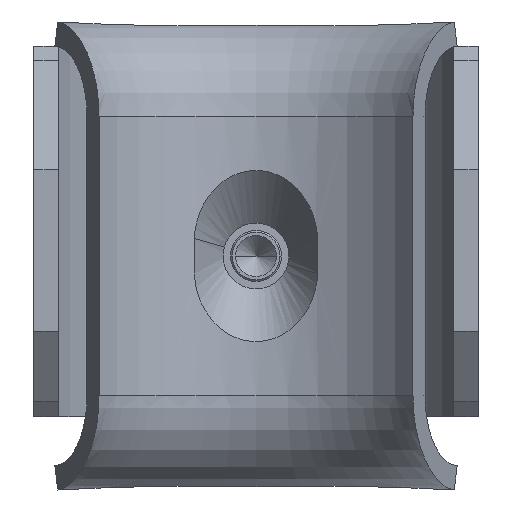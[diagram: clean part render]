
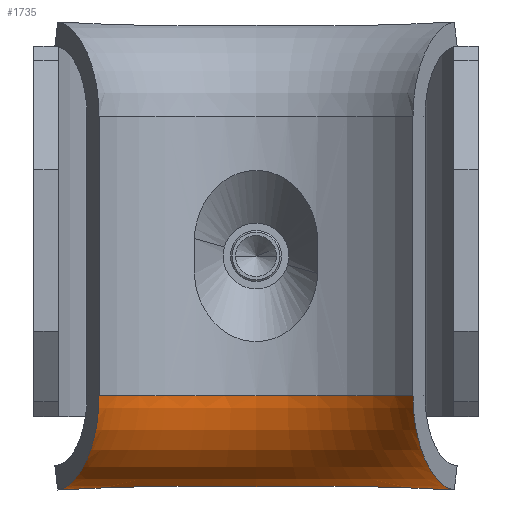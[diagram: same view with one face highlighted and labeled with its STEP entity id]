
A CAD part, front view. The second image highlights one B-rep face of the part: STEP entity #1735.
In plain terms, the highlighted toroidal (fillet/blend) face has major radius 16.75 mm and minor radius 5.75 mm.
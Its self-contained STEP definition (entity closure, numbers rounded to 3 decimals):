
#179 = DIRECTION ( 'NONE',  ( 0., 0., 1. ) ) ;
#316 = CARTESIAN_POINT ( 'NONE',  ( 9.828, -1.265, -11.043 ) ) ;
#813 = CARTESIAN_POINT ( 'NONE',  ( -11.731, 3.008, -14.135 ) ) ;
#937 = CARTESIAN_POINT ( 'NONE',  ( -10.583, 0.431, -12.988 ) ) ;
#1124 = CARTESIAN_POINT ( 'NONE',  ( 11.428, 2.327, -13.966 ) ) ;
#1329 = B_SPLINE_CURVE_WITH_KNOTS ( 'NONE', 3,
 ( #2267, #10470, #10606, #8454, #2136, #6314, #8263, #316, #12567, #9463, #8519, #10341, #3343, #12371, #11351, #12629, #1124, #5299, #1399, #7456 ),
 .UNSPECIFIED., .F., .F.,
 ( 4, 2, 2, 2, 2, 2, 2, 2, 2, 4 ),
 ( 0.037, 0.037, 0.038, 0.039, 0.04, 0.042, 0.043, 0.044, 0.045, 0.046 ),
 .UNSPECIFIED. ) ;
#1339 = CARTESIAN_POINT ( 'NONE',  ( -5.198, 6.86, -13.997 ) ) ;
#1399 = CARTESIAN_POINT ( 'NONE',  ( 11.885, 3.353, -14.189 ) ) ;
#1443 = EDGE_CURVE ( 'NONE', #7610, #11100, #11636, .T. ) ;
#1735 = ADVANCED_FACE ( 'NONE', ( #9391 ), #4151, .T. ) ;
#1826 = CARTESIAN_POINT ( 'NONE',  ( -10.987, 1.337, -13.559 ) ) ;
#1937 = CARTESIAN_POINT ( 'NONE',  ( -8.127, 5.529, -14.027 ) ) ;
#1953 = CARTESIAN_POINT ( 'NONE',  ( -9.629, -1.712, -9.991 ) ) ;
#2018 = CARTESIAN_POINT ( 'NONE',  ( -10.457, 0.146, -12.761 ) ) ;
#2136 = CARTESIAN_POINT ( 'NONE',  ( 9.572, -1.84, -9.432 ) ) ;
#2150 = CARTESIAN_POINT ( 'NONE',  ( -12.041, 3.704, -14.212 ) ) ;
#2267 = CARTESIAN_POINT ( 'NONE',  ( 9.534, -1.927, -8.473 ) ) ;
#2297 = VERTEX_POINT ( 'NONE', #3012 ) ;
#2963 = CARTESIAN_POINT ( 'NONE',  ( -9.539, -1.916, -8.861 ) ) ;
#3012 = CARTESIAN_POINT ( 'NONE',  ( 12.041, 3.704, -14.212 ) ) ;
#3029 = CARTESIAN_POINT ( 'NONE',  ( 12.041, 3.704, -14.212 ) ) ;
#3301 = VERTEX_POINT ( 'NONE', #4047 ) ;
#3343 = CARTESIAN_POINT ( 'NONE',  ( 10.583, 0.431, -12.988 ) ) ;
#3422 = CARTESIAN_POINT ( 'NONE',  ( 1.059, 7.75, -14. ) ) ;
#3598 = B_SPLINE_CURVE_WITH_KNOTS ( 'NONE', 3,
 ( #10552, #1339, #9544, #4428, #12643, #3422, #7534, #10883, #7866, #9609 ),
 .UNSPECIFIED., .F., .F.,
 ( 4, 2, 2, 2, 4 ),
 ( 0., 0.25, 0.5, 0.75, 1. ),
 .UNSPECIFIED. ) ;
#3652 = EDGE_CURVE ( 'NONE', #2297, #7877, #3731, .T. ) ;
#3731 = B_SPLINE_CURVE_WITH_KNOTS ( 'NONE', 3,
 ( #3029, #4098, #8273, #7135, #8203, #6123 ),
 .UNSPECIFIED., .F., .F.,
 ( 4, 2, 4 ),
 ( 0.007, 0.01, 0.013 ),
 .UNSPECIFIED. ) ;
#4034 = CARTESIAN_POINT ( 'NONE',  ( -11.885, 3.353, -14.189 ) ) ;
#4047 = CARTESIAN_POINT ( 'NONE',  ( -9.534, -1.927, -8.473 ) ) ;
#4073 = DIRECTION ( 'NONE',  ( 1., 0., 0. ) ) ;
#4098 = CARTESIAN_POINT ( 'NONE',  ( 11.059, 4.156, -14.186 ) ) ;
#4151 = TOROIDAL_SURFACE ( 'NONE', #9736, 16.75, 5.75 ) ;
#4213 = CARTESIAN_POINT ( 'NONE',  ( 0., -7.414, -8.473 ) ) ;
#4428 = CARTESIAN_POINT ( 'NONE',  ( -2.117, 7.637, -14. ) ) ;
#5166 = CARTESIAN_POINT ( 'NONE',  ( -11.06, 4.155, -14.186 ) ) ;
#5183 = VERTEX_POINT ( 'NONE', #9721 ) ;
#5293 = EDGE_LOOP ( 'NONE', ( #6186, #6650, #9744, #10662, #9627, #8065 ) ) ;
#5299 = CARTESIAN_POINT ( 'NONE',  ( 11.731, 3.008, -14.135 ) ) ;
#5931 = CARTESIAN_POINT ( 'NONE',  ( -10.11, -0.633, -11.973 ) ) ;
#5979 = CARTESIAN_POINT ( 'NONE',  ( -7.147, 5.982, -13.994 ) ) ;
#5997 = CARTESIAN_POINT ( 'NONE',  ( -9.572, -1.84, -9.432 ) ) ;
#6045 = CARTESIAN_POINT ( 'NONE',  ( -10.084, 4.616, -14.123 ) ) ;
#6062 = CARTESIAN_POINT ( 'NONE',  ( -9.828, -1.265, -11.043 ) ) ;
#6123 = CARTESIAN_POINT ( 'NONE',  ( 6.162, 6.426, -13.996 ) ) ;
#6175 = EDGE_CURVE ( 'NONE', #5183, #3301, #9524, .T. ) ;
#6186 = ORIENTED_EDGE ( 'NONE', *, *, #11133, .T. ) ;
#6314 = CARTESIAN_POINT ( 'NONE',  ( 9.629, -1.712, -9.991 ) ) ;
#6650 = ORIENTED_EDGE ( 'NONE', *, *, #3652, .F. ) ;
#6941 = CARTESIAN_POINT ( 'NONE',  ( -9.534, -1.927, -8.666 ) ) ;
#7007 = CARTESIAN_POINT ( 'NONE',  ( -9.534, -1.927, -8.473 ) ) ;
#7135 = CARTESIAN_POINT ( 'NONE',  ( 8.126, 5.53, -14.027 ) ) ;
#7207 = CARTESIAN_POINT ( 'NONE',  ( -9.558, -1.872, -9.244 ) ) ;
#7456 = CARTESIAN_POINT ( 'NONE',  ( 12.041, 3.704, -14.212 ) ) ;
#7534 = CARTESIAN_POINT ( 'NONE',  ( 2.117, 7.637, -14. ) ) ;
#7610 = VERTEX_POINT ( 'NONE', #8970 ) ;
#7779 = B_SPLINE_CURVE_WITH_KNOTS ( 'NONE', 3,
 ( #7007, #6941, #2963, #7207, #5997, #1953, #10086, #6062, #11037, #5931, #8071, #2018, #937, #11168, #1826, #10022, #9142, #813, #4034, #9075 ),
 .UNSPECIFIED., .F., .F.,
 ( 4, 2, 2, 2, 2, 2, 2, 2, 2, 4 ),
 ( 0.037, 0.037, 0.038, 0.039, 0.04, 0.042, 0.043, 0.044, 0.045, 0.046 ),
 .UNSPECIFIED. ) ;
#7866 = CARTESIAN_POINT ( 'NONE',  ( 5.198, 6.86, -13.997 ) ) ;
#7877 = VERTEX_POINT ( 'NONE', #12805 ) ;
#8065 = ORIENTED_EDGE ( 'NONE', *, *, #1443, .F. ) ;
#8071 = CARTESIAN_POINT ( 'NONE',  ( -10.219, -0.387, -12.252 ) ) ;
#8203 = CARTESIAN_POINT ( 'NONE',  ( 7.146, 5.982, -13.994 ) ) ;
#8263 = CARTESIAN_POINT ( 'NONE',  ( 9.686, -1.585, -10.356 ) ) ;
#8273 = CARTESIAN_POINT ( 'NONE',  ( 10.083, 4.616, -14.123 ) ) ;
#8454 = CARTESIAN_POINT ( 'NONE',  ( 9.558, -1.872, -9.244 ) ) ;
#8519 = CARTESIAN_POINT ( 'NONE',  ( 10.219, -0.387, -12.252 ) ) ;
#8970 = CARTESIAN_POINT ( 'NONE',  ( -6.162, 6.426, -13.996 ) ) ;
#9075 = CARTESIAN_POINT ( 'NONE',  ( -12.041, 3.704, -14.212 ) ) ;
#9113 = DIRECTION ( 'NONE',  ( 0., 0., 1. ) ) ;
#9124 = CARTESIAN_POINT ( 'NONE',  ( -6.162, 6.426, -13.996 ) ) ;
#9142 = CARTESIAN_POINT ( 'NONE',  ( -11.428, 2.327, -13.966 ) ) ;
#9328 = DIRECTION ( 'NONE',  ( 1., 0., 0. ) ) ;
#9391 = FACE_OUTER_BOUND ( 'NONE', #5293, .T. ) ;
#9463 = CARTESIAN_POINT ( 'NONE',  ( 10.11, -0.633, -11.973 ) ) ;
#9524 = CIRCLE ( 'NONE', #12980, 11. ) ;
#9544 = CARTESIAN_POINT ( 'NONE',  ( -4.187, 7.193, -13.998 ) ) ;
#9609 = CARTESIAN_POINT ( 'NONE',  ( 6.162, 6.426, -13.996 ) ) ;
#9627 = ORIENTED_EDGE ( 'NONE', *, *, #10991, .T. ) ;
#9721 = CARTESIAN_POINT ( 'NONE',  ( 9.534, -1.927, -8.473 ) ) ;
#9736 = AXIS2_PLACEMENT_3D ( 'NONE', #4213, #179, #9328 ) ;
#9744 = ORIENTED_EDGE ( 'NONE', *, *, #12725, .F. ) ;
#10022 = CARTESIAN_POINT ( 'NONE',  ( -11.277, 1.989, -13.85 ) ) ;
#10086 = CARTESIAN_POINT ( 'NONE',  ( -9.686, -1.585, -10.356 ) ) ;
#10341 = CARTESIAN_POINT ( 'NONE',  ( 10.457, 0.146, -12.761 ) ) ;
#10470 = CARTESIAN_POINT ( 'NONE',  ( 9.534, -1.927, -8.666 ) ) ;
#10552 = CARTESIAN_POINT ( 'NONE',  ( -6.162, 6.426, -13.996 ) ) ;
#10606 = CARTESIAN_POINT ( 'NONE',  ( 9.539, -1.916, -8.861 ) ) ;
#10662 = ORIENTED_EDGE ( 'NONE', *, *, #6175, .T. ) ;
#10883 = CARTESIAN_POINT ( 'NONE',  ( 4.187, 7.193, -13.998 ) ) ;
#10991 = EDGE_CURVE ( 'NONE', #3301, #11100, #7779, .T. ) ;
#11008 = CARTESIAN_POINT ( 'NONE',  ( 0., -7.414, -8.473 ) ) ;
#11037 = CARTESIAN_POINT ( 'NONE',  ( -9.914, -1.074, -11.366 ) ) ;
#11100 = VERTEX_POINT ( 'NONE', #2150 ) ;
#11133 = EDGE_CURVE ( 'NONE', #7610, #7877, #3598, .T. ) ;
#11168 = CARTESIAN_POINT ( 'NONE',  ( -10.848, 1.026, -13.387 ) ) ;
#11281 = CARTESIAN_POINT ( 'NONE',  ( -12.041, 3.704, -14.212 ) ) ;
#11351 = CARTESIAN_POINT ( 'NONE',  ( 10.987, 1.337, -13.559 ) ) ;
#11636 = B_SPLINE_CURVE_WITH_KNOTS ( 'NONE', 3,
 ( #9124, #5979, #1937, #6045, #5166, #11281 ),
 .UNSPECIFIED., .F., .F.,
 ( 4, 2, 4 ),
 ( 0.012, 0.015, 0.018 ),
 .UNSPECIFIED. ) ;
#12371 = CARTESIAN_POINT ( 'NONE',  ( 10.848, 1.026, -13.387 ) ) ;
#12567 = CARTESIAN_POINT ( 'NONE',  ( 9.914, -1.074, -11.366 ) ) ;
#12629 = CARTESIAN_POINT ( 'NONE',  ( 11.277, 1.989, -13.85 ) ) ;
#12643 = CARTESIAN_POINT ( 'NONE',  ( -1.059, 7.75, -14. ) ) ;
#12725 = EDGE_CURVE ( 'NONE', #5183, #2297, #1329, .T. ) ;
#12805 = CARTESIAN_POINT ( 'NONE',  ( 6.162, 6.426, -13.996 ) ) ;
#12980 = AXIS2_PLACEMENT_3D ( 'NONE', #11008, #9113, #4073 ) ;
